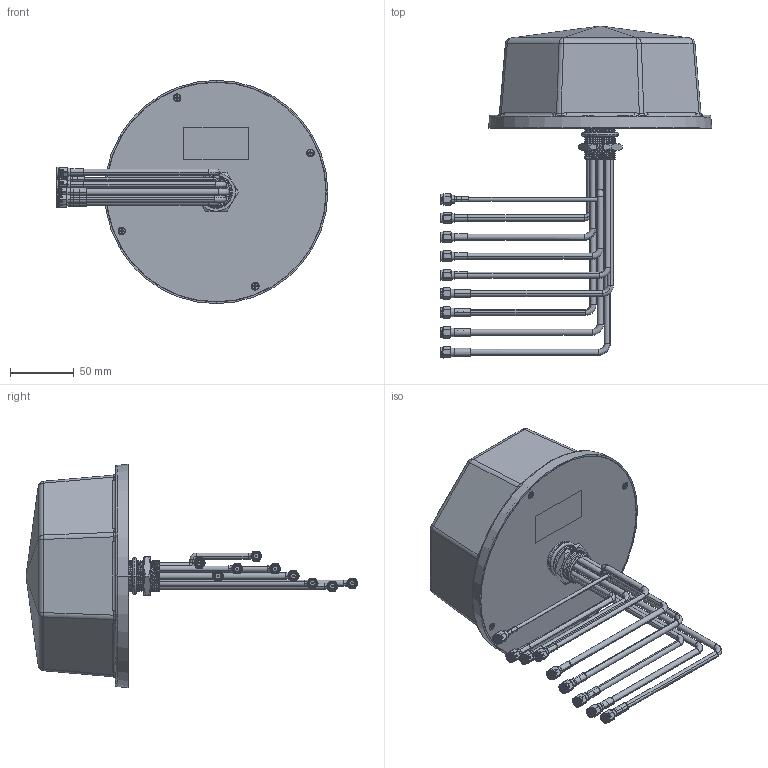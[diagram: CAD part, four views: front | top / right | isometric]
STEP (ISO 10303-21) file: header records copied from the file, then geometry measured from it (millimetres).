
FILE_DESCRIPTION (( 'STEP AP214' ), '1' );
FILE_NAME ('FMANOM1107_3D.step', '2023-03-13T19:50:42', ( '' ), ( '' ), 'SwSTEP 2.0', 'SolidWorks 2022', '' );
FILE_SCHEMA (( 'AUTOMOTIVE_DESIGN' ));
Length unit declared in the file: inch
Products named in the file (11): KA3X10^FMANOM1107; LUOMU_M25^FMANOM1107; FMANOM1107_3D; PE4215^FMANOM1107; DIANLAN-451^FMANOM1107; CB441YD_01^FMANOM1107; O-29X3^FMANOM1107; PE4769^FMANOM1107; CB451YD_02^FMANOM1107; CB451YD_01^FMANOM1107; PE4003^FMANOM1107
Assembly tree (19 placements, depth 2):
  FMANOM1107_3D
    CB441YD_01^FMANOM1107
    CB451YD_01^FMANOM1107
    CB451YD_02^FMANOM1107
    KA3X10^FMANOM1107  x4
    DIANLAN-451^FMANOM1107
    O-29X3^FMANOM1107
    LUOMU_M25^FMANOM1107
    PE4003^FMANOM1107
    PE4215^FMANOM1107  x4
    PE4769^FMANOM1107  x4
Bounding box: 212.88 x 260.18 x 175 mm (x, y, z)
Volume: 214399.7 mm3; surface area: 209043.3 mm2
Topology: 37 solids, 37 shells, 1550 faces, 3737 edges, 2327 vertices
Faces by surface type: cylinder 638, plane 380, cone 300, bspline 147, torus 77, sphere 8
Entity records: 38476 total; most frequent: CARTESIAN_POINT 20460, ORIENTED_EDGE 3792, DIRECTION 3325, EDGE_CURVE 1896, AXIS2_PLACEMENT_3D 1389, VERTEX_POINT 1166, EDGE_LOOP 856, FACE_OUTER_BOUND 803
